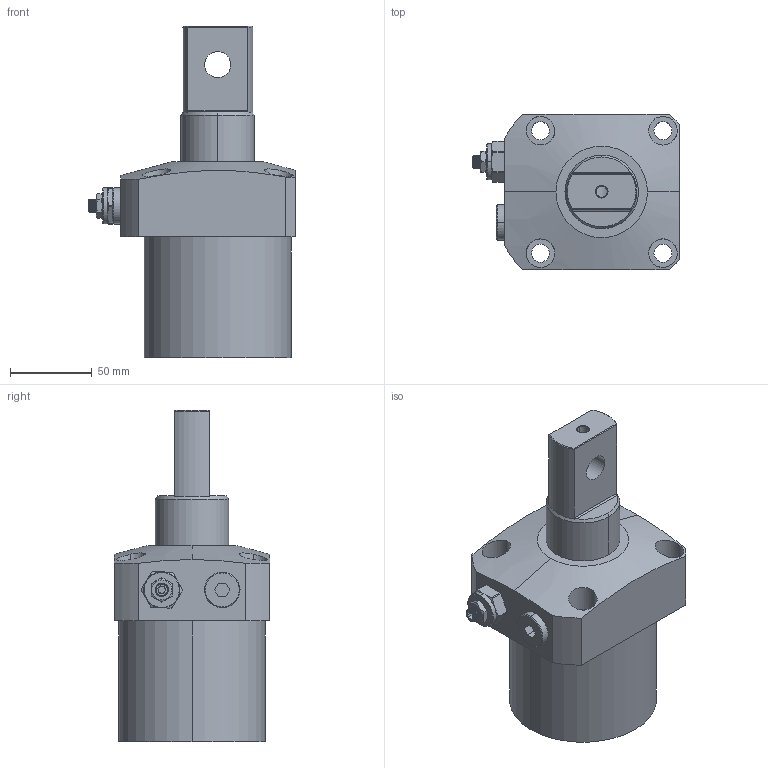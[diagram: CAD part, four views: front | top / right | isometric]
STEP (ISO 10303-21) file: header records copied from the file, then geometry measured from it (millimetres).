
FILE_DESCRIPTION (( 'STEP AP214' ), '1' );
FILE_NAME ('CHA-090Dx90C.STEP', '2018-07-18T12:25:10', ( '' ), ( '' ), 'SwSTEP 2.0', 'SolidWorks 2016', '' );
FILE_SCHEMA (( 'AUTOMOTIVE_DESIGN' ));
Length unit declared in the file: millimetre
Products named in the file (11): CZL30覃厒概; hex thin nuts-grades ab-chamfered gb(GB_FASTENER_NUT_STNAB M8-N); 30覃厒裝; 30概郋; 30粟銅蹟譫; 30球头; 30概极; G3-8黑芛; CHA-090D活塞杆; CHA-090C掛极; CHA-090Dx90C
Assembly tree (10 placements, depth 3):
  CHA-090Dx90C
    CHA-090C掛极
    CHA-090D活塞杆
    G3-8黑芛
    CZL30覃厒概
      30概极
      30球头
      30粟銅蹟譫
      30概郋
      30覃厒裝
      hex thin nuts-grades ab-chamfered gb(GB_FASTENER_NUT_STNAB M8-N)
Bounding box: 126.5 x 95 x 203 mm (x, y, z)
Volume: 852569.2 mm3; surface area: 116502.7 mm2
Topology: 10 solids, 10 shells, 522 faces, 1349 edges, 864 vertices
Faces by surface type: cylinder 205, plane 117, bspline 111, cone 67, torus 20, sphere 2
Entity records: 65742 total; most frequent: CARTESIAN_POINT 54087, ORIENTED_EDGE 2686, DIRECTION 1945, EDGE_CURVE 1343, VERTEX_POINT 862, AXIS2_PLACEMENT_3D 763, EDGE_LOOP 581, FACE_OUTER_BOUND 522
